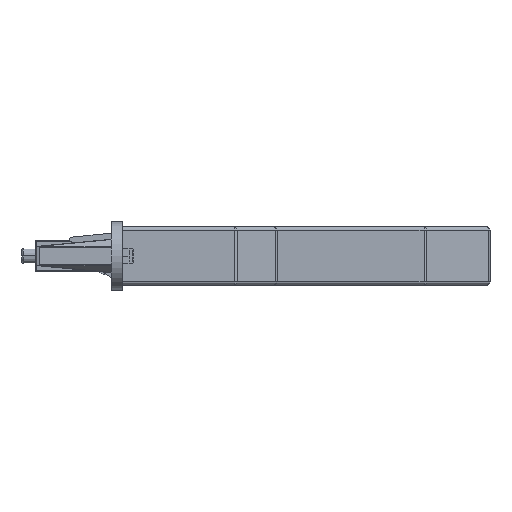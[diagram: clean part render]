
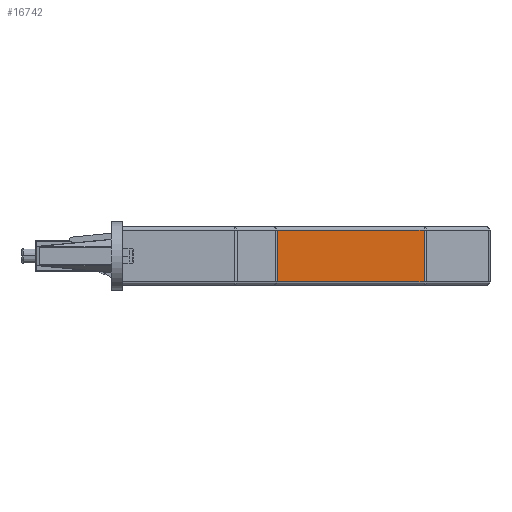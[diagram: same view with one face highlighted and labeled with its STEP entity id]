
A CAD part, front view. The second image highlights one B-rep face of the part: STEP entity #16742.
In plain terms, the highlighted planar face has unit normal (0, -1, 0).
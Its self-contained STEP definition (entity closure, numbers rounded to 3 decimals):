
#25 = DIRECTION ( 'NONE',  ( 0., 0., -1. ) ) ;
#138 = CARTESIAN_POINT ( 'NONE',  ( 44.75, -14.7, 6. ) ) ;
#203 = CARTESIAN_POINT ( 'NONE',  ( 93.586, -14.7, -0.75 ) ) ;
#250 = CARTESIAN_POINT ( 'NONE',  ( 14., -14.7, 12.75 ) ) ;
#1538 = DIRECTION ( 'NONE',  ( 0., -1., 0. ) ) ;
#1546 = DIRECTION ( 'NONE',  ( 0., -1., 0. ) ) ;
#1625 = AXIS2_PLACEMENT_3D ( 'NONE', #138, #1538, #25 ) ;
#1958 = ORIENTED_EDGE ( 'NONE', *, *, #10750, .F. ) ;
#2499 = ORIENTED_EDGE ( 'NONE', *, *, #7232, .T. ) ;
#3194 = DIRECTION ( 'NONE',  ( 1., 0., 0. ) ) ;
#3457 = DIRECTION ( 'NONE',  ( 1., 0., 0. ) ) ;
#3997 = ORIENTED_EDGE ( 'NONE', *, *, #18881, .F. ) ;
#4078 = AXIS2_PLACEMENT_3D ( 'NONE', #15296, #22359, #6499 ) ;
#4116 = VECTOR ( 'NONE', #4208, 1000. ) ;
#4208 = DIRECTION ( 'NONE',  ( 0., 0., 1. ) ) ;
#4458 = LINE ( 'NONE', #22293, #15253 ) ;
#4592 = ORIENTED_EDGE ( 'NONE', *, *, #15135, .T. ) ;
#5189 = CARTESIAN_POINT ( 'NONE',  ( 93.586, -14.7, -1.75 ) ) ;
#5404 = CARTESIAN_POINT ( 'NONE',  ( 14., -14.7, -1.75 ) ) ;
#5772 = VERTEX_POINT ( 'NONE', #18489 ) ;
#6165 = VERTEX_POINT ( 'NONE', #250 ) ;
#6300 = CIRCLE ( 'NONE', #4078, 1.75 ) ;
#6499 = DIRECTION ( 'NONE',  ( 0., 0., -1. ) ) ;
#7232 = EDGE_CURVE ( 'NONE', #10302, #6165, #4458, .T. ) ;
#7748 = AXIS2_PLACEMENT_3D ( 'NONE', #5404, #1546, #3194 ) ;
#8081 = VERTEX_POINT ( 'NONE', #22243 ) ;
#8852 = FACE_BOUND ( 'NONE', #11403, .T. ) ;
#8999 = LINE ( 'NONE', #19341, #9176 ) ;
#9176 = VECTOR ( 'NONE', #3457, 1000. ) ;
#9490 = ORIENTED_EDGE ( 'NONE', *, *, #13905, .F. ) ;
#10302 = VERTEX_POINT ( 'NONE', #15945 ) ;
#10404 = EDGE_CURVE ( 'NONE', #13414, #10302, #13868, .T. ) ;
#10613 = PLANE ( 'NONE',  #7748 ) ;
#10750 = EDGE_CURVE ( 'NONE', #8081, #5772, #13845, .T. ) ;
#11403 = EDGE_LOOP ( 'NONE', ( #1958, #3997 ) ) ;
#13414 = VERTEX_POINT ( 'NONE', #203 ) ;
#13845 = CIRCLE ( 'NONE', #1625, 1.75 ) ;
#13847 = FACE_OUTER_BOUND ( 'NONE', #18335, .T. ) ;
#13868 = LINE ( 'NONE', #5189, #14562 ) ;
#13905 = EDGE_CURVE ( 'NONE', #17827, #6165, #16490, .T. ) ;
#13983 = DIRECTION ( 'NONE',  ( 0., 0., 1. ) ) ;
#13990 = CARTESIAN_POINT ( 'NONE',  ( 14., -14.7, -1.75 ) ) ;
#14431 = CARTESIAN_POINT ( 'NONE',  ( 14., -14.7, -0.75 ) ) ;
#14562 = VECTOR ( 'NONE', #13983, 1000. ) ;
#15135 = EDGE_CURVE ( 'NONE', #17827, #13414, #8999, .T. ) ;
#15253 = VECTOR ( 'NONE', #18609, 1000. ) ;
#15296 = CARTESIAN_POINT ( 'NONE',  ( 44.75, -14.7, 6. ) ) ;
#15945 = CARTESIAN_POINT ( 'NONE',  ( 93.586, -14.7, 12.75 ) ) ;
#16490 = LINE ( 'NONE', #13990, #4116 ) ;
#16742 = ADVANCED_FACE ( 'NONE', ( #8852, #13847 ), #10613, .T. ) ;
#17827 = VERTEX_POINT ( 'NONE', #14431 ) ;
#18056 = ORIENTED_EDGE ( 'NONE', *, *, #10404, .T. ) ;
#18335 = EDGE_LOOP ( 'NONE', ( #9490, #4592, #18056, #2499 ) ) ;
#18489 = CARTESIAN_POINT ( 'NONE',  ( 44.75, -14.7, 7.75 ) ) ;
#18609 = DIRECTION ( 'NONE',  ( -1., 0., 0. ) ) ;
#18881 = EDGE_CURVE ( 'NONE', #5772, #8081, #6300, .T. ) ;
#19341 = CARTESIAN_POINT ( 'NONE',  ( 94., -14.7, -0.75 ) ) ;
#22243 = CARTESIAN_POINT ( 'NONE',  ( 44.75, -14.7, 4.25 ) ) ;
#22293 = CARTESIAN_POINT ( 'NONE',  ( 14., -14.7, 12.75 ) ) ;
#22359 = DIRECTION ( 'NONE',  ( 0., -1., 0. ) ) ;
